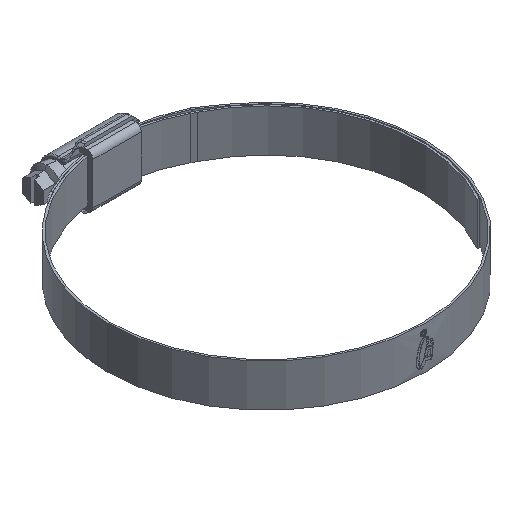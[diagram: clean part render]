
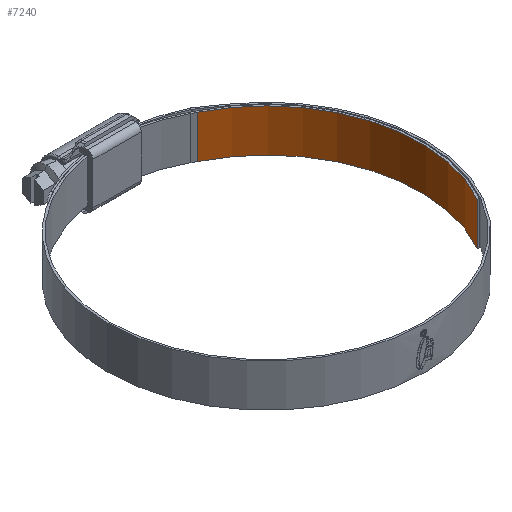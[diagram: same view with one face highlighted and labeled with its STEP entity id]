
A CAD part, isometric view. The second image highlights one B-rep face of the part: STEP entity #7240.
In plain terms, the highlighted cylindrical face has radius 57.5 mm (diameter 115 mm), a partial arc.
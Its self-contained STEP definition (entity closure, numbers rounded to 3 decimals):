
#21 = FACE_OUTER_BOUND ( 'NONE', #2644, .T. ) ;
#160 = DIRECTION ( 'NONE',  ( 0., 0., 1. ) ) ;
#757 = CARTESIAN_POINT ( 'NONE',  ( 0., 0., 7.95 ) ) ;
#828 = ORIENTED_EDGE ( 'NONE', *, *, #4332, .T. ) ;
#1299 = CARTESIAN_POINT ( 'NONE',  ( 25.771, 51.401, 7.95 ) ) ;
#1658 = CARTESIAN_POINT ( 'NONE',  ( 49.796, -28.75, 7.95 ) ) ;
#1697 = AXIS2_PLACEMENT_3D ( 'NONE', #5751, #3522, #2761 ) ;
#1699 = DIRECTION ( 'NONE',  ( 0., 0., -1. ) ) ;
#1937 = VERTEX_POINT ( 'NONE', #1658 ) ;
#2058 = CIRCLE ( 'NONE', #2717, 57.5 ) ;
#2185 = VECTOR ( 'NONE', #2447, 1000. ) ;
#2416 = DIRECTION ( 'NONE',  ( 0., 0., -1. ) ) ;
#2447 = DIRECTION ( 'NONE',  ( 0., 0., -1. ) ) ;
#2529 = CIRCLE ( 'NONE', #1697, 57.5 ) ;
#2587 = EDGE_CURVE ( 'NONE', #9319, #7154, #2529, .T. ) ;
#2644 = EDGE_LOOP ( 'NONE', ( #9400, #9544, #828, #9951 ) ) ;
#2717 = AXIS2_PLACEMENT_3D ( 'NONE', #7947, #160, #8610 ) ;
#2761 = DIRECTION ( 'NONE',  ( 1., 0., 0. ) ) ;
#3522 = DIRECTION ( 'NONE',  ( 0., 0., 1. ) ) ;
#4332 = EDGE_CURVE ( 'NONE', #1937, #4801, #2058, .T. ) ;
#4773 = AXIS2_PLACEMENT_3D ( 'NONE', #757, #2416, #5501 ) ;
#4801 = VERTEX_POINT ( 'NONE', #8330 ) ;
#5141 = VECTOR ( 'NONE', #1699, 1000. ) ;
#5501 = DIRECTION ( 'NONE',  ( -1., 0., 0. ) ) ;
#5610 = LINE ( 'NONE', #8739, #5141 ) ;
#5751 = CARTESIAN_POINT ( 'NONE',  ( 0., 0., -7.95 ) ) ;
#5853 = CARTESIAN_POINT ( 'NONE',  ( 49.796, -28.75, -7.95 ) ) ;
#6667 = EDGE_CURVE ( 'NONE', #4801, #7154, #8345, .T. ) ;
#7154 = VERTEX_POINT ( 'NONE', #8791 ) ;
#7240 = ADVANCED_FACE ( 'NONE', ( #21 ), #8669, .F. ) ;
#7947 = CARTESIAN_POINT ( 'NONE',  ( 0., 0., 7.95 ) ) ;
#8330 = CARTESIAN_POINT ( 'NONE',  ( 25.771, 51.401, 7.95 ) ) ;
#8345 = LINE ( 'NONE', #1299, #2185 ) ;
#8610 = DIRECTION ( 'NONE',  ( 1., 0., 0. ) ) ;
#8669 = CYLINDRICAL_SURFACE ( 'NONE', #4773, 57.5 ) ;
#8739 = CARTESIAN_POINT ( 'NONE',  ( 49.796, -28.75, 7.95 ) ) ;
#8791 = CARTESIAN_POINT ( 'NONE',  ( 25.771, 51.401, -7.95 ) ) ;
#9050 = EDGE_CURVE ( 'NONE', #1937, #9319, #5610, .T. ) ;
#9319 = VERTEX_POINT ( 'NONE', #5853 ) ;
#9400 = ORIENTED_EDGE ( 'NONE', *, *, #2587, .F. ) ;
#9544 = ORIENTED_EDGE ( 'NONE', *, *, #9050, .F. ) ;
#9951 = ORIENTED_EDGE ( 'NONE', *, *, #6667, .T. ) ;
